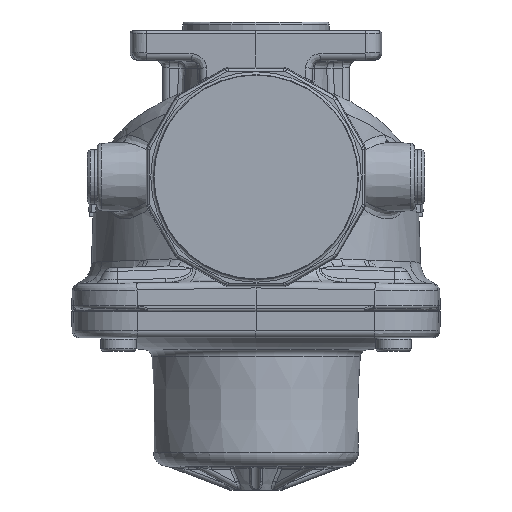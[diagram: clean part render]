
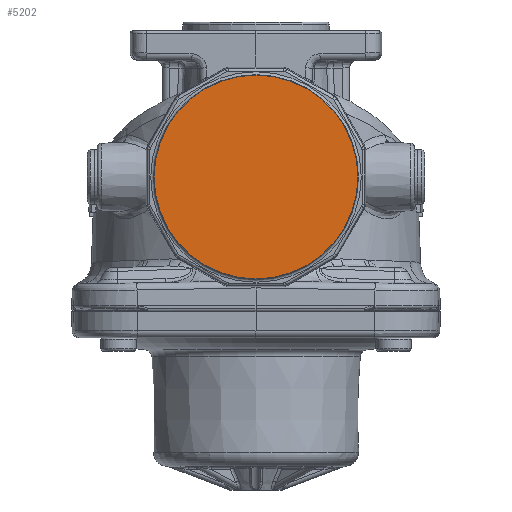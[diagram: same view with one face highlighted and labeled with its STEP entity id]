
A CAD part, left-side view. The second image highlights one B-rep face of the part: STEP entity #5202.
In plain terms, the highlighted planar face has unit normal (-1, 0, 0).
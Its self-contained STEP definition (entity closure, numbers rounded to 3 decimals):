
#2348=FACE_OUTER_BOUND('',#9026,.T.);
#5202=ADVANCED_FACE('',(#2348),#5753,.T.);
#5753=PLANE('',#24323);
#9026=EDGE_LOOP('',(#14776));
#14776=ORIENTED_EDGE('',*,*,#18073,.F.);
#16139=VERTEX_POINT('',#30718);
#18073=EDGE_CURVE('',#16139,#16139,#21357,.T.);
#21357=CIRCLE('',#22548,34.852);
#22548=AXIS2_PLACEMENT_3D('',#30717,#25025,#25026);
#24323=AXIS2_PLACEMENT_3D('',#51160,#29169,#29170);
#25025=DIRECTION('',(1.,0.,0.));
#25026=DIRECTION('',(0.,0.,1.));
#29169=DIRECTION('',(-1.,0.,0.));
#29170=DIRECTION('',(0.,0.,1.));
#30717=CARTESIAN_POINT('',(-84.875,0.,46.));
#30718=CARTESIAN_POINT('',(-84.875,0.,80.852));
#51160=CARTESIAN_POINT('',(-84.875,0.,0.));
